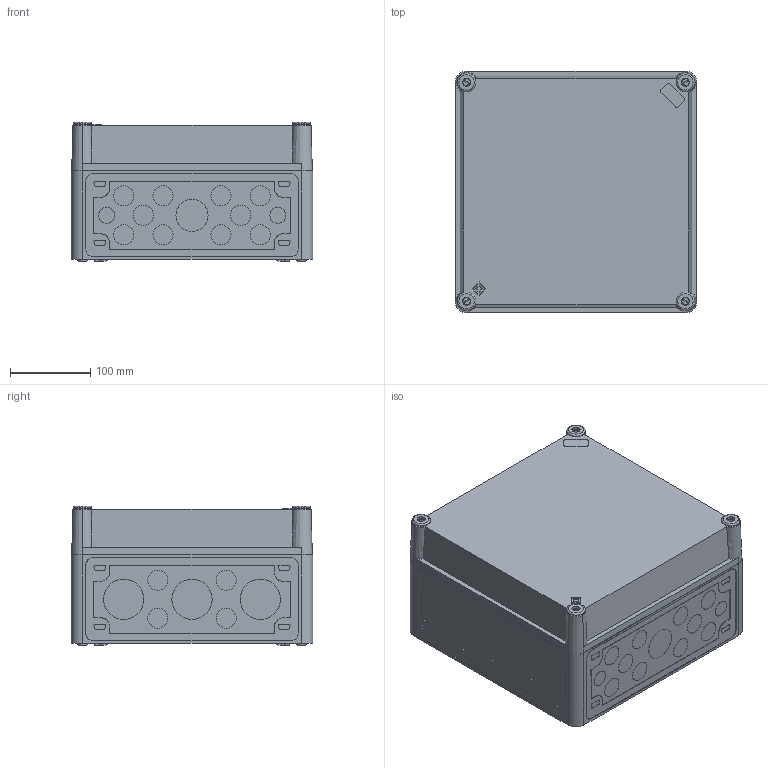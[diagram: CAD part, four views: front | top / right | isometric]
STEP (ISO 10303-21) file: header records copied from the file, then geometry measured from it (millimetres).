
FILE_DESCRIPTION(/* description */ ('Alibre Inc.'),/* implementation_level */ '2;1');
FILE_NAME(/* name */ 'export-4D6EB3CD-93DB-47FD-A42A-E95631CD1E12',/* time_stamp */ '2020-10-15T12:14:47+02:00',/* author */ (''),/* organization */ (''),/* preprocessor_version */ 'ST-DEVELOPER v17',/* originating_system */ 'Alibre',/* authorisation */ '');
FILE_SCHEMA (('AUTOMOTIVE_DESIGN'));
Length unit declared in the file: millimetre
Products named in the file (7): V_20520005_00; V_20500003_00; V_20500015_00; V_20500007_00
Bounding box: 300 x 300 x 173.5 mm (x, y, z)
Volume: 1594262.1 mm3; surface area: 823248.1 mm2
Topology: 14 solids, 14 shells, 1346 faces, 3357 edges, 2346 vertices
Faces by surface type: plane 705, cylinder 349, cone 244, torus 28, bspline 20
Full cylindrical faces by diameter (mm): 4.5 x100, 6 x8, 7.7 x4, 9 x4, 10 x4, 11 x100, 17 x4, 20 x4, 23 x4, 25 x28, 40 x2, 50 x6
Entity records: 36013 total; most frequent: CARTESIAN_POINT 8333, DIRECTION 5593, ORIENTED_EDGE 5410, EDGE_CURVE 2705, AXIS2_PLACEMENT_3D 2448, VERTEX_POINT 1983, EDGE_LOOP 1534, FACE_BOUND 1534
